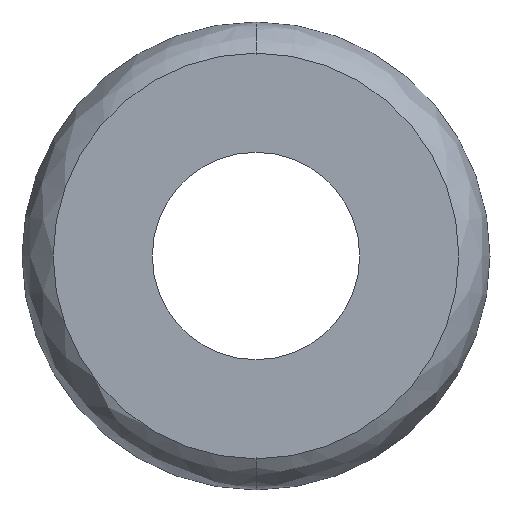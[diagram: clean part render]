
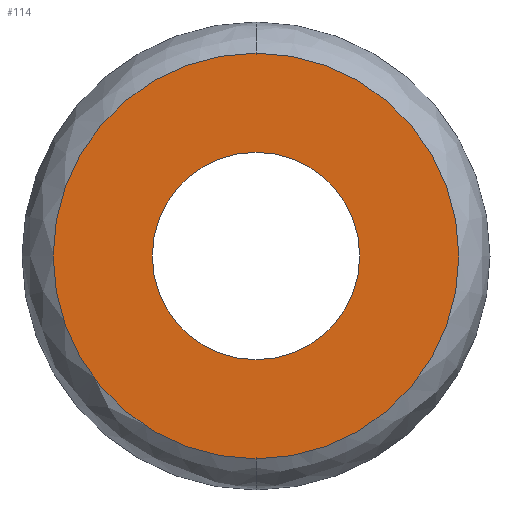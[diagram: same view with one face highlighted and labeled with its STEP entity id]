
A CAD part, front view. The second image highlights one B-rep face of the part: STEP entity #114.
In plain terms, the highlighted planar face has unit normal (0, -1, 0).
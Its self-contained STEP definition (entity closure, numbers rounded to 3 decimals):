
#2 = VERTEX_POINT ( 'NONE', #558 ) ;
#4 = DIRECTION ( 'NONE',  ( 0., 1., 0. ) ) ;
#5 = CIRCLE ( 'NONE', #269, 3.324 ) ;
#10 = EDGE_CURVE ( 'NONE', #395, #236, #137, .T. ) ;
#39 = ORIENTED_EDGE ( 'NONE', *, *, #293, .T. ) ;
#50 = DIRECTION ( 'NONE',  ( 0., 1., 0. ) ) ;
#77 = EDGE_LOOP ( 'NONE', ( #39, #458 ) ) ;
#114 = ADVANCED_FACE ( 'NONE', ( #291, #630 ), #617, .T. ) ;
#137 = CIRCLE ( 'NONE', #479, 3.324 ) ;
#172 = CARTESIAN_POINT ( 'NONE',  ( -25.885, 11.158, 3.324 ) ) ;
#236 = VERTEX_POINT ( 'NONE', #172 ) ;
#241 = CIRCLE ( 'NONE', #455, 6.5 ) ;
#259 = CARTESIAN_POINT ( 'NONE',  ( -25.885, 11.158, 0. ) ) ;
#266 = DIRECTION ( 'NONE',  ( 0., 0., -1. ) ) ;
#269 = AXIS2_PLACEMENT_3D ( 'NONE', #542, #441, #586 ) ;
#274 = DIRECTION ( 'NONE',  ( 0., 0., -1. ) ) ;
#290 = AXIS2_PLACEMENT_3D ( 'NONE', #517, #570, #266 ) ;
#291 = FACE_BOUND ( 'NONE', #77, .T. ) ;
#293 = EDGE_CURVE ( 'NONE', #236, #395, #5, .T. ) ;
#312 = VERTEX_POINT ( 'NONE', #584 ) ;
#395 = VERTEX_POINT ( 'NONE', #597 ) ;
#409 = CIRCLE ( 'NONE', #625, 6.5 ) ;
#441 = DIRECTION ( 'NONE',  ( 0., 1., 0. ) ) ;
#455 = AXIS2_PLACEMENT_3D ( 'NONE', #259, #4, #507 ) ;
#458 = ORIENTED_EDGE ( 'NONE', *, *, #10, .T. ) ;
#461 = EDGE_LOOP ( 'NONE', ( #556, #637 ) ) ;
#479 = AXIS2_PLACEMENT_3D ( 'NONE', #647, #50, #498 ) ;
#498 = DIRECTION ( 'NONE',  ( 0., 0., 1. ) ) ;
#501 = EDGE_CURVE ( 'NONE', #2, #312, #241, .T. ) ;
#507 = DIRECTION ( 'NONE',  ( 0., 0., -1. ) ) ;
#517 = CARTESIAN_POINT ( 'NONE',  ( -25.885, 11.158, 0. ) ) ;
#525 = CARTESIAN_POINT ( 'NONE',  ( -25.885, 11.158, 0. ) ) ;
#542 = CARTESIAN_POINT ( 'NONE',  ( -25.885, 11.158, 0. ) ) ;
#556 = ORIENTED_EDGE ( 'NONE', *, *, #564, .F. ) ;
#558 = CARTESIAN_POINT ( 'NONE',  ( -25.885, 11.158, 6.5 ) ) ;
#564 = EDGE_CURVE ( 'NONE', #312, #2, #409, .T. ) ;
#570 = DIRECTION ( 'NONE',  ( 0., -1., 0. ) ) ;
#584 = CARTESIAN_POINT ( 'NONE',  ( -25.885, 11.158, -6.5 ) ) ;
#586 = DIRECTION ( 'NONE',  ( 0., 0., 1. ) ) ;
#597 = CARTESIAN_POINT ( 'NONE',  ( -25.885, 11.158, -3.324 ) ) ;
#616 = DIRECTION ( 'NONE',  ( 0., 1., 0. ) ) ;
#617 = PLANE ( 'NONE',  #290 ) ;
#625 = AXIS2_PLACEMENT_3D ( 'NONE', #525, #616, #274 ) ;
#630 = FACE_OUTER_BOUND ( 'NONE', #461, .T. ) ;
#637 = ORIENTED_EDGE ( 'NONE', *, *, #501, .F. ) ;
#647 = CARTESIAN_POINT ( 'NONE',  ( -25.885, 11.158, 0. ) ) ;
